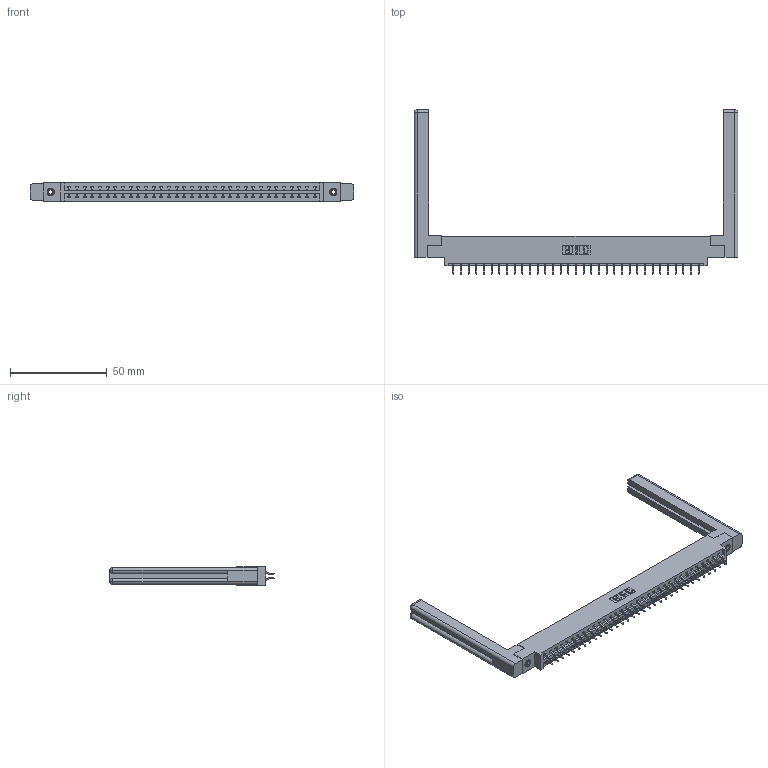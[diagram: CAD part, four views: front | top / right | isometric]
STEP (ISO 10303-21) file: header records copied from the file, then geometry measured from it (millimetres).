
FILE_DESCRIPTION (( 'STEP AP203' ), '1' );
FILE_NAME ('337-066-556-858.STEP', '2019-10-12T01:22:08', ( '' ), ( '' ), 'SwSTEP 2.0', 'SolidWorks 2016', '' );
FILE_SCHEMA (( 'CONFIG_CONTROL_DESIGN' ));
Length unit declared in the file: inch
Products named in the file (5): 337 Part_0.170 Offset - 0.156 Dia-TI; 345-250-001_345-250-001-102; 307-220-058; 345-292-001_556 Tail; 337-066-556-858
Assembly tree (71 placements, depth 2):
  337-066-556-858
    337 Part_0.170 Offset - 0.156 Dia-TI
    345-292-001_556 Tail  x66
    345-250-001_345-250-001-102  x2
    307-220-058  x2
Bounding box: 167.39 x 84.98 x 9.4 mm (x, y, z)
Volume: 24542.9 mm3; surface area: 24668.9 mm2
Topology: 71 solids, 71 shells, 4220 faces, 12491 edges, 8226 vertices
Faces by surface type: plane 2930, cylinder 1266, cone 12, torus 12
Entity records: 29736 total; most frequent: CARTESIAN_POINT 5041, ORIENTED_EDGE 4904, DIRECTION 4308, EDGE_CURVE 2452, VECTOR 2268, LINE 2268, VERTEX_POINT 1626, AXIS2_PLACEMENT_3D 1020
